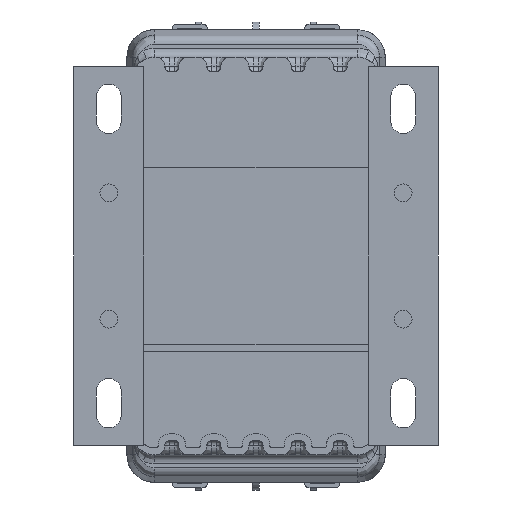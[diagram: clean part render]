
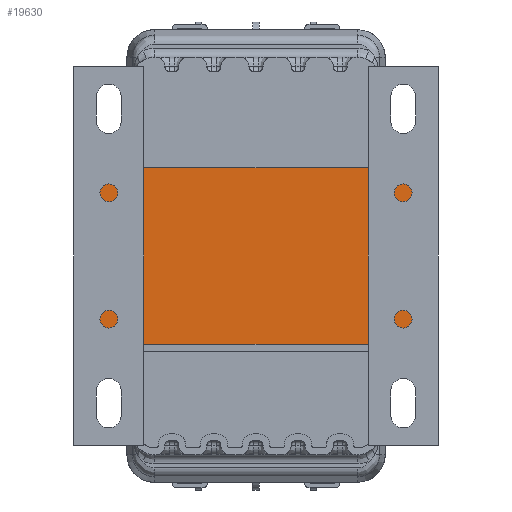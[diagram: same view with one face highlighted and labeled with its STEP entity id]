
A CAD part, front view. The second image highlights one B-rep face of the part: STEP entity #19630.
In plain terms, the highlighted planar face has unit normal (0, -1, 0).
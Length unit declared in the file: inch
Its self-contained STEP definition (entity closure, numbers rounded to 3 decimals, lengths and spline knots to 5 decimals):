
#452 = VECTOR ( 'NONE', #6522, 39.37008 ) ;
#1538 = CARTESIAN_POINT ( 'NONE',  ( 1.5, -1.25, -0.7874 ) ) ;
#2892 = FACE_OUTER_BOUND ( 'NONE', #14937, .T. ) ;
#2933 = VERTEX_POINT ( 'NONE', #16534 ) ;
#3113 = CARTESIAN_POINT ( 'NONE',  ( -1.5, -1.25, -0.7874 ) ) ;
#4461 = ORIENTED_EDGE ( 'NONE', *, *, #15075, .F. ) ;
#4590 = ORIENTED_EDGE ( 'NONE', *, *, #13742, .F. ) ;
#5451 = DIRECTION ( 'NONE',  ( 0., 0., 1. ) ) ;
#5594 = LINE ( 'NONE', #7051, #13708 ) ;
#5983 = VERTEX_POINT ( 'NONE', #1538 ) ;
#6368 = CARTESIAN_POINT ( 'NONE',  ( 1.5, -1.25, -0.7874 ) ) ;
#6522 = DIRECTION ( 'NONE',  ( 1., 0., 0. ) ) ;
#7051 = CARTESIAN_POINT ( 'NONE',  ( -1.5, -1.25, 0.7874 ) ) ;
#7655 = DIRECTION ( 'NONE',  ( 0., 1., 0. ) ) ;
#8373 = VECTOR ( 'NONE', #19612, 39.37008 ) ;
#9223 = PLANE ( 'NONE',  #16675 ) ;
#10664 = VERTEX_POINT ( 'NONE', #3113 ) ;
#10997 = LINE ( 'NONE', #18648, #19163 ) ;
#11249 = VERTEX_POINT ( 'NONE', #16016 ) ;
#11629 = EDGE_CURVE ( 'NONE', #11249, #5983, #10997, .T. ) ;
#13236 = EDGE_CURVE ( 'NONE', #5983, #10664, #17586, .T. ) ;
#13525 = ORIENTED_EDGE ( 'NONE', *, *, #11629, .F. ) ;
#13708 = VECTOR ( 'NONE', #5451, 39.37008 ) ;
#13742 = EDGE_CURVE ( 'NONE', #10664, #2933, #5594, .T. ) ;
#13920 = LINE ( 'NONE', #14381, #452 ) ;
#14381 = CARTESIAN_POINT ( 'NONE',  ( 1.5, -1.25, 0.7874 ) ) ;
#14937 = EDGE_LOOP ( 'NONE', ( #13525, #4461, #4590, #18717 ) ) ;
#15075 = EDGE_CURVE ( 'NONE', #2933, #11249, #13920, .T. ) ;
#15781 = CARTESIAN_POINT ( 'NONE',  ( 0., -1.25, 0. ) ) ;
#16016 = CARTESIAN_POINT ( 'NONE',  ( 1.5, -1.25, 0.7874 ) ) ;
#16534 = CARTESIAN_POINT ( 'NONE',  ( -1.5, -1.25, 0.7874 ) ) ;
#16675 = AXIS2_PLACEMENT_3D ( 'NONE', #15781, #7655, #19057 ) ;
#17586 = LINE ( 'NONE', #6368, #8373 ) ;
#18648 = CARTESIAN_POINT ( 'NONE',  ( 1.5, -1.25, 0.7874 ) ) ;
#18717 = ORIENTED_EDGE ( 'NONE', *, *, #13236, .F. ) ;
#19057 = DIRECTION ( 'NONE',  ( 0., 0., 1. ) ) ;
#19163 = VECTOR ( 'NONE', #19699, 39.37008 ) ;
#19612 = DIRECTION ( 'NONE',  ( -1., 0., 0. ) ) ;
#19630 = ADVANCED_FACE ( 'NONE', ( #2892 ), #9223, .F. ) ;
#19699 = DIRECTION ( 'NONE',  ( 0., 0., -1. ) ) ;
